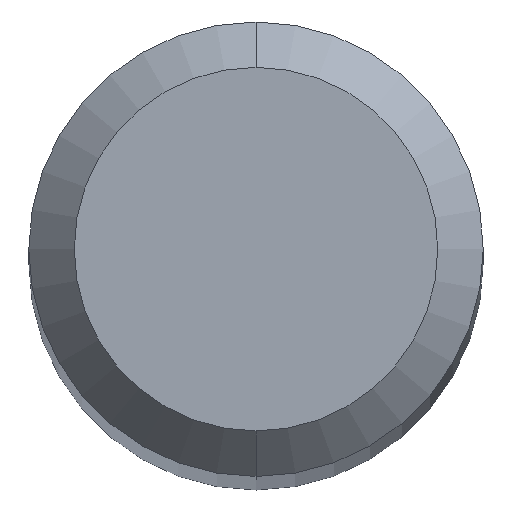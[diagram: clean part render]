
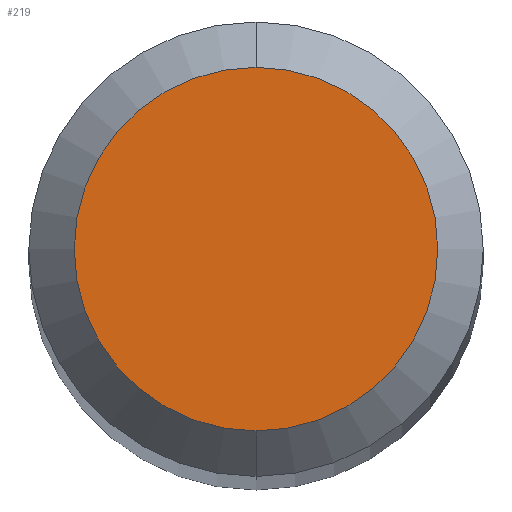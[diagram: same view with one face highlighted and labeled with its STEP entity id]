
A CAD part, top view. The second image highlights one B-rep face of the part: STEP entity #219.
In plain terms, the highlighted planar face has unit normal (0, 0, 1).
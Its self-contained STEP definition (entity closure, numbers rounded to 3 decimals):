
#201=VERTEX_POINT('',#509);
#219=ADVANCED_FACE('',(#527),#528,.T.);
#395=EDGE_CURVE('',#201,#401,#723,.T.);
#401=VERTEX_POINT('',#730);
#441=EDGE_CURVE('',#401,#201,#772,.T.);
#509=CARTESIAN_POINT('',(0.,-1.2,0.0));
#527=FACE_OUTER_BOUND('',#931,.T.);
#528=PLANE('',#932);
#723=CIRCLE('',#1204,1.2);
#730=CARTESIAN_POINT('',(0.0,1.2,0.0));
#772=CIRCLE('',#1376,1.2);
#931=EDGE_LOOP('',(#1469,#1470));
#932=AXIS2_PLACEMENT_3D('',#1471,#1472,#1473);
#1204=AXIS2_PLACEMENT_3D('',#1705,#1706,#1707);
#1376=AXIS2_PLACEMENT_3D('',#1748,#1749,#1750);
#1469=ORIENTED_EDGE('',*,*,#441,.F.);
#1470=ORIENTED_EDGE('',*,*,#395,.F.);
#1471=CARTESIAN_POINT('',(0.0,0.6,0.0));
#1472=DIRECTION('',(-0.0,0.0,1.0));
#1473=DIRECTION('',(0.0,-1.0,0.0));
#1705=CARTESIAN_POINT('',(0.0,0.0,0.0));
#1706=DIRECTION('',(0.0,0.0,-1.0));
#1707=DIRECTION('',(0.0,1.0,0.0));
#1748=CARTESIAN_POINT('',(0.0,0.0,0.0));
#1749=DIRECTION('',(0.0,0.0,-1.0));
#1750=DIRECTION('',(0.0,1.0,0.0));
